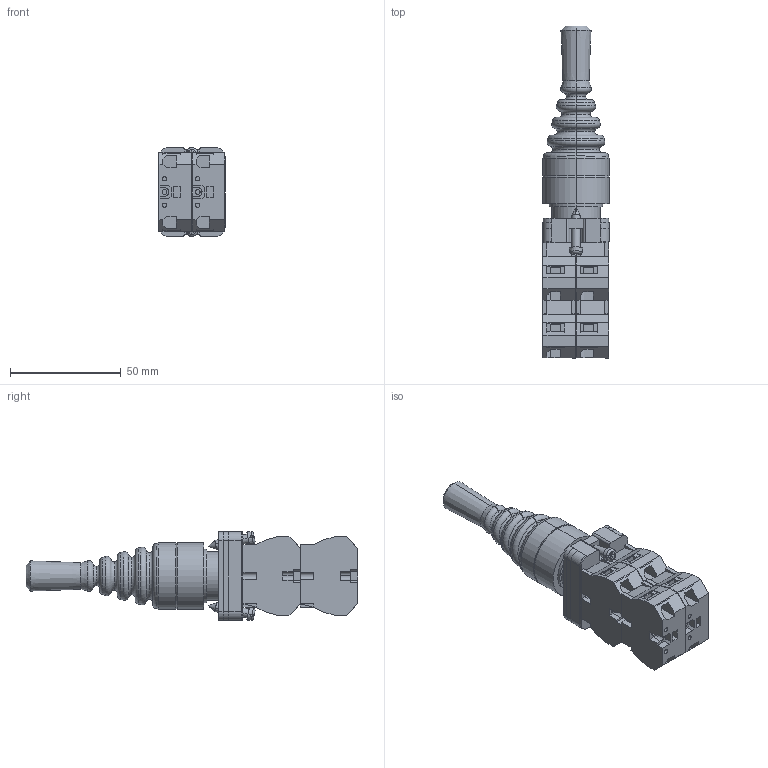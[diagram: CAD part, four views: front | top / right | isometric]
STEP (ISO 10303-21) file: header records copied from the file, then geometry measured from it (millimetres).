
FILE_DESCRIPTION (( 'STEP AP214' ), '1' );
FILE_NAME ('ECX1524.STEP', '2018-03-13T20:14:22', ( '' ), ( '' ), 'SwSTEP 2.0', 'SolidWorks 2017', '' );
FILE_SCHEMA (( 'AUTOMOTIVE_DESIGN' ));
Length unit declared in the file: inch
Products named in the file (1): ECX1524
Bounding box: 30 x 150.1 x 40.16 mm (x, y, z)
Volume: 79798.3 mm3; surface area: 33112.4 mm2
Topology: 9 solids, 9 shells, 707 faces, 1909 edges, 1250 vertices
Faces by surface type: plane 450, cylinder 172, torus 56, cone 29
Entity records: 31602 total; most frequent: CARTESIAN_POINT 4059, ORIENTED_EDGE 3810, DIRECTION 3797, EDGE_CURVE 1905, VECTOR 1349, LINE 1349, VERTEX_POINT 1250, AXIS2_PLACEMENT_3D 1224
